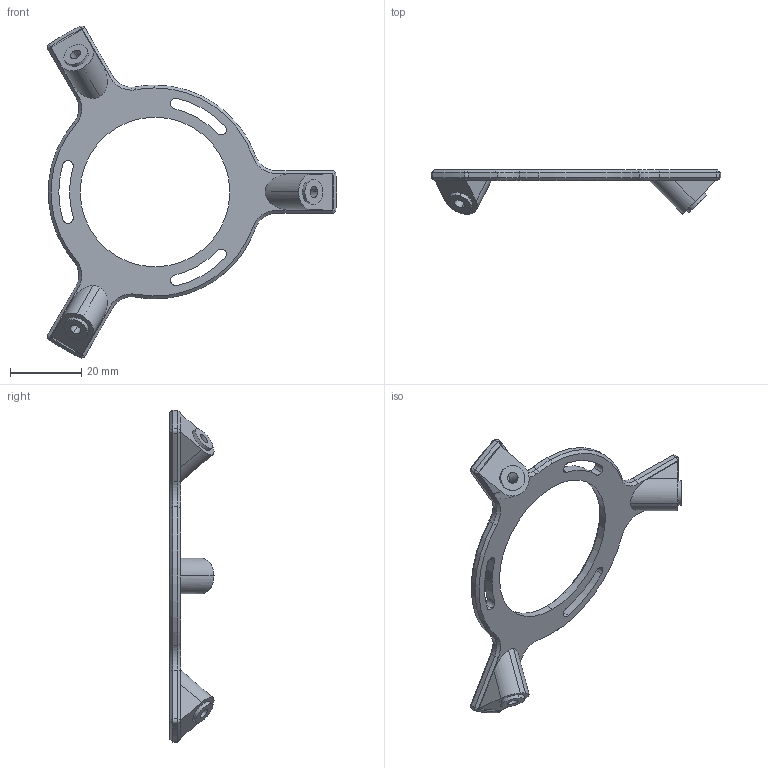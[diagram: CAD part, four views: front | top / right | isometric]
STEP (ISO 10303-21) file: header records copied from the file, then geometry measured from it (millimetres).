
FILE_DESCRIPTION (( 'STEP AP214' ), '1' );
FILE_NAME ('RSB-01_TOP.STEP', '2024-06-10T14:15:09', ( '' ), ( '' ), 'SwSTEP 2.0', 'SolidWorks 2020', '' );
FILE_SCHEMA (( 'AUTOMOTIVE_DESIGN' ));
Length unit declared in the file: millimetre
Products named in the file (1): RSB-01_TOP
Bounding box: 81.18 x 12.38 x 93.17 mm (x, y, z)
Volume: 8137.1 mm3; surface area: 6364.1 mm2
Topology: 1 solids, 1 shells, 143 faces, 343 edges, 211 vertices
Faces by surface type: cylinder 64, cone 44, plane 35
Entity records: 4210 total; most frequent: DIRECTION 790, CARTESIAN_POINT 722, ORIENTED_EDGE 686, EDGE_CURVE 343, AXIS2_PLACEMENT_3D 311, VERTEX_POINT 211, VECTOR 168, LINE 168
